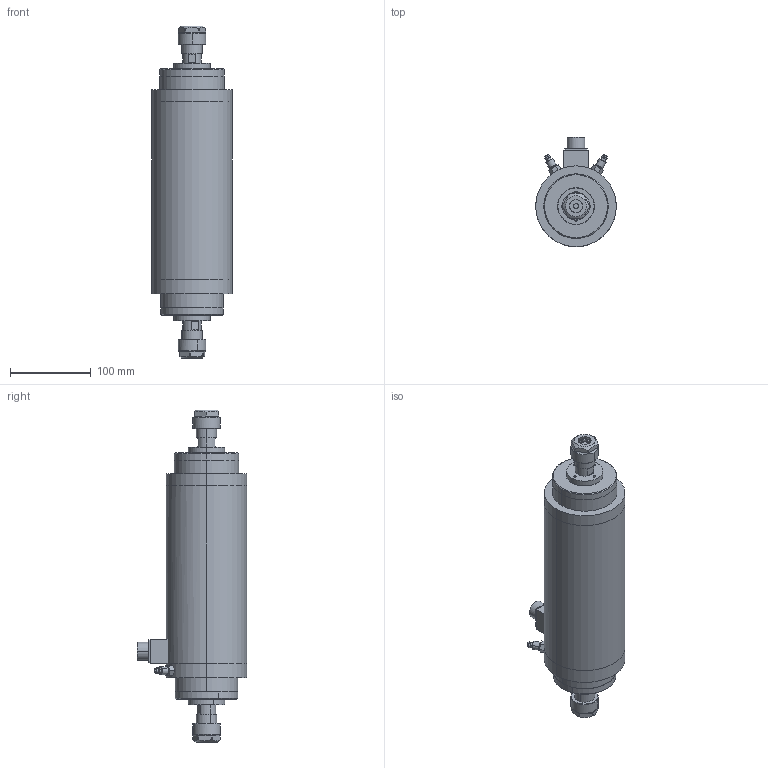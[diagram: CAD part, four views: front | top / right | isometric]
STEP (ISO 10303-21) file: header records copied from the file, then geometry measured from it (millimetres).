
FILE_DESCRIPTION (( 'STEP AP214' ), '1' );
FILE_NAME ('GDZ-45S軞蚾.STEP', '2021-05-19T05:13:18', ( '萇齟' ), ( '' ), 'SwSTEP 2.0', 'SolidWorks 2018', '' );
FILE_SCHEMA (( 'AUTOMOTIVE_DESIGN' ));
Length unit declared in the file: millimetre
Products named in the file (12): GDZ30S-3.0前防尘罩; GDZ-45S軞蚾; ER20蹟簽; GDZ30S-3.0前轴承座; GDZ30S-3.0綴粣創釱; ER20 粟俶芠標; GDZ-45S儂褲; 堤盄釱脣芛28x28; GDZ30S-3.0ヶ蹟譫; GDZ30S-3.0綴滅鳥欶; 阨郲30.5ㄗM8ㄘ; GDZ30S-3.0ヶ粣芛
Assembly tree (16 placements, depth 2):
  GDZ-45S軞蚾
    GDZ-45S儂褲
    GDZ30S-3.0前轴承座
    GDZ30S-3.0ヶ蹟譫  x2
    GDZ30S-3.0前防尘罩
    GDZ30S-3.0ヶ粣芛  x2
    GDZ30S-3.0綴滅鳥欶
    GDZ30S-3.0綴粣創釱
    ER20 粟俶芠標  x2
    ER20蹟簽  x2
    堤盄釱脣芛28x28
    阨郲30.5ㄗM8ㄘ  x2
Bounding box: 100 x 136 x 411.5 mm (x, y, z)
Volume: 2327249.7 mm3; surface area: 202405.9 mm2
Topology: 16 solids, 16 shells, 269 faces, 576 edges, 380 vertices
Faces by surface type: cylinder 128, plane 113, cone 28
Entity records: 5468 total; most frequent: CARTESIAN_POINT 1080, DIRECTION 884, ORIENTED_EDGE 704, AXIS2_PLACEMENT_3D 364, EDGE_CURVE 352, VERTEX_POINT 232, EDGE_LOOP 204, CIRCLE 180
